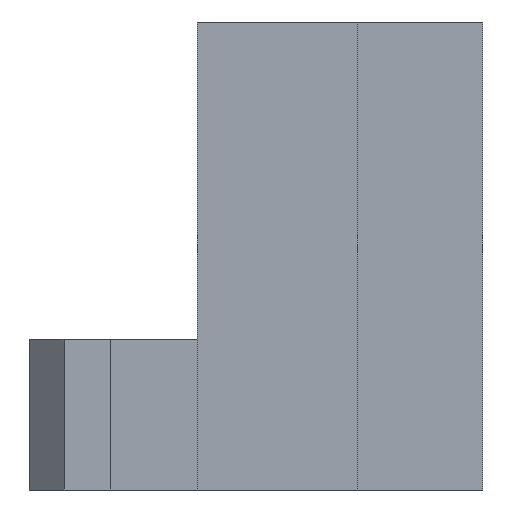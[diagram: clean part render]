
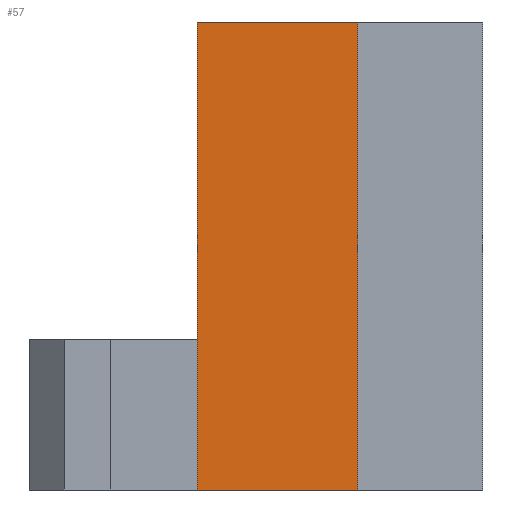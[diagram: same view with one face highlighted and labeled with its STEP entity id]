
A CAD part, front view. The second image highlights one B-rep face of the part: STEP entity #57.
In plain terms, the highlighted planar face has unit normal (0, -1, 0).
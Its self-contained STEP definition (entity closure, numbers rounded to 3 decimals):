
#57=ADVANCED_FACE('',(#117),#88,.T.);
#88=PLANE('',#679);
#117=FACE_OUTER_BOUND('',#146,.T.);
#146=EDGE_LOOP('',(#203,#204,#205,#206));
#203=ORIENTED_EDGE('',*,*,#427,.T.);
#204=ORIENTED_EDGE('',*,*,#426,.T.);
#205=ORIENTED_EDGE('',*,*,#414,.T.);
#206=ORIENTED_EDGE('',*,*,#428,.T.);
#355=VERTEX_POINT('',#885);
#356=VERTEX_POINT('',#887);
#363=VERTEX_POINT('',#908);
#364=VERTEX_POINT('',#912);
#414=EDGE_CURVE('',#356,#355,#501,.T.);
#426=EDGE_CURVE('',#363,#356,#513,.T.);
#427=EDGE_CURVE('',#364,#363,#514,.T.);
#428=EDGE_CURVE('',#355,#364,#515,.T.);
#501=LINE('',#886,#584);
#513=LINE('',#909,#596);
#514=LINE('',#911,#597);
#515=LINE('',#913,#598);
#584=VECTOR('',#723,1.);
#596=VECTOR('',#741,1.);
#597=VECTOR('',#744,1.);
#598=VECTOR('',#745,1.);
#679=AXIS2_PLACEMENT_3D('',#914,#746,#747);
#723=DIRECTION('',(-1.,0.,0.));
#741=DIRECTION('',(0.,0.,1.));
#744=DIRECTION('',(1.,0.,0.));
#745=DIRECTION('',(0.,0.,-1.));
#746=DIRECTION('',(0.,-1.,0.));
#747=DIRECTION('',(1.,0.,0.));
#885=CARTESIAN_POINT('',(-9.,5.,14.75));
#886=CARTESIAN_POINT('',(-3.95,5.,14.75));
#887=CARTESIAN_POINT('',(-3.95,5.,14.75));
#908=CARTESIAN_POINT('',(-3.95,5.,0.));
#909=CARTESIAN_POINT('',(-3.95,5.,0.));
#911=CARTESIAN_POINT('',(-9.,5.,0.));
#912=CARTESIAN_POINT('',(-9.,5.,0.));
#913=CARTESIAN_POINT('',(-9.,5.,14.75));
#914=CARTESIAN_POINT('',(-9.,5.,0.));
